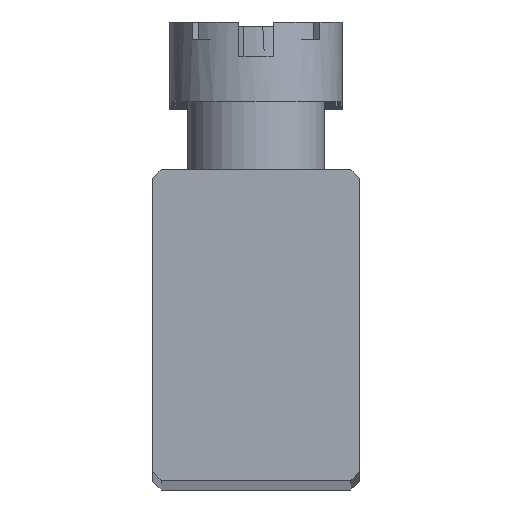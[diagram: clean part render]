
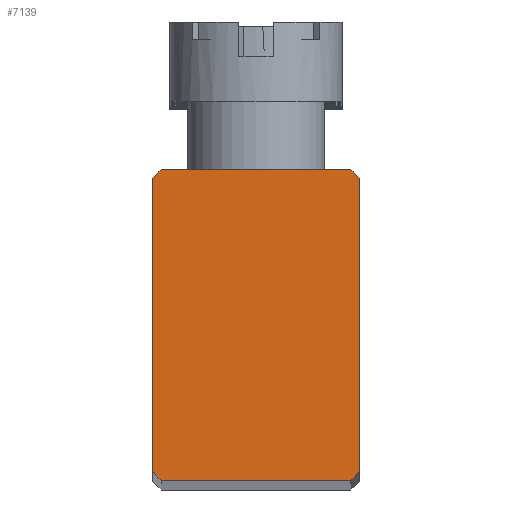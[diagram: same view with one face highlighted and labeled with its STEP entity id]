
A CAD part, top view. The second image highlights one B-rep face of the part: STEP entity #7139.
In plain terms, the highlighted planar face has unit normal (0, 0, 1).
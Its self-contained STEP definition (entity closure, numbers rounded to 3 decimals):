
#54 = ORIENTED_EDGE ( 'NONE', *, *, #6825, .T. ) ;
#169 = ORIENTED_EDGE ( 'NONE', *, *, #7765, .T. ) ;
#314 = ORIENTED_EDGE ( 'NONE', *, *, #4481, .T. ) ;
#328 = ORIENTED_EDGE ( 'NONE', *, *, #7924, .T. ) ;
#421 = VERTEX_POINT ( 'NONE', #8691 ) ;
#465 = VECTOR ( 'NONE', #7917, 1000. ) ;
#485 = LINE ( 'NONE', #10012, #465 ) ;
#494 = ORIENTED_EDGE ( 'NONE', *, *, #6941, .T. ) ;
#532 = ORIENTED_EDGE ( 'NONE', *, *, #7307, .T. ) ;
#776 = CARTESIAN_POINT ( 'NONE',  ( -3., 4.5, 81. ) ) ;
#894 = DIRECTION ( 'NONE',  ( 0., 0., 1. ) ) ;
#899 = EDGE_CURVE ( 'NONE', #6714, #3072, #2885, .T. ) ;
#918 = LINE ( 'NONE', #8679, #3456 ) ;
#1383 = EDGE_LOOP ( 'NONE', ( #10676, #4276, #54, #169, #314, #328, #494, #532 ) ) ;
#1500 = DIRECTION ( 'NONE',  ( 0., 1., 0. ) ) ;
#1798 = CARTESIAN_POINT ( 'NONE',  ( 2.75, 4.5, 81. ) ) ;
#2245 = DIRECTION ( 'NONE',  ( 0.707, 0.707, 0. ) ) ;
#2303 = VERTEX_POINT ( 'NONE', #9814 ) ;
#2647 = VERTEX_POINT ( 'NONE', #1798 ) ;
#2748 = DIRECTION ( 'NONE',  ( -1., 0., 0. ) ) ;
#2868 = VECTOR ( 'NONE', #8292, 1000. ) ;
#2885 = LINE ( 'NONE', #776, #2868 ) ;
#3072 = VERTEX_POINT ( 'NONE', #4882 ) ;
#3338 = CARTESIAN_POINT ( 'NONE',  ( -2.75, 4.5, 81. ) ) ;
#3456 = VECTOR ( 'NONE', #2245, 1000. ) ;
#3730 = CARTESIAN_POINT ( 'NONE',  ( -3., 4.5, 81. ) ) ;
#4020 = AXIS2_PLACEMENT_3D ( 'NONE', #11217, #894, #7659 ) ;
#4276 = ORIENTED_EDGE ( 'NONE', *, *, #7486, .T. ) ;
#4428 = VECTOR ( 'NONE', #6718, 1000. ) ;
#4481 = EDGE_CURVE ( 'NONE', #2303, #9177, #10622, .T. ) ;
#4722 = LINE ( 'NONE', #11165, #4428 ) ;
#4882 = CARTESIAN_POINT ( 'NONE',  ( -3., -4.25, 81. ) ) ;
#5586 = DIRECTION ( 'NONE',  ( -0.707, 0.707, 0. ) ) ;
#5784 = PLANE ( 'NONE',  #4020 ) ;
#5889 = VECTOR ( 'NONE', #2748, 1000. ) ;
#6009 = LINE ( 'NONE', #3730, #5889 ) ;
#6070 = VERTEX_POINT ( 'NONE', #3338 ) ;
#6714 = VERTEX_POINT ( 'NONE', #8711 ) ;
#6718 = DIRECTION ( 'NONE',  ( 1., 0., 0. ) ) ;
#6825 = EDGE_CURVE ( 'NONE', #421, #9070, #4722, .T. ) ;
#6941 = EDGE_CURVE ( 'NONE', #2647, #6070, #6009, .T. ) ;
#7139 = ADVANCED_FACE ( 'NONE', ( #9938 ), #5784, .T. ) ;
#7307 = EDGE_CURVE ( 'NONE', #6070, #6714, #485, .T. ) ;
#7486 = EDGE_CURVE ( 'NONE', #3072, #421, #10250, .T. ) ;
#7659 = DIRECTION ( 'NONE',  ( 1., 0., 0. ) ) ;
#7680 = CARTESIAN_POINT ( 'NONE',  ( 3., 4.25, 81. ) ) ;
#7765 = EDGE_CURVE ( 'NONE', #9070, #2303, #918, .T. ) ;
#7917 = DIRECTION ( 'NONE',  ( -0.707, -0.707, 0. ) ) ;
#7924 = EDGE_CURVE ( 'NONE', #9177, #2647, #9923, .T. ) ;
#8234 = CARTESIAN_POINT ( 'NONE',  ( -2.875, -4.375, 81. ) ) ;
#8292 = DIRECTION ( 'NONE',  ( 0., -1., 0. ) ) ;
#8679 = CARTESIAN_POINT ( 'NONE',  ( -0.125, -7.375, 81. ) ) ;
#8691 = CARTESIAN_POINT ( 'NONE',  ( -2.75, -4.5, 81. ) ) ;
#8711 = CARTESIAN_POINT ( 'NONE',  ( -3., 4.25, 81. ) ) ;
#8856 = CARTESIAN_POINT ( 'NONE',  ( 3., 4.5, 81. ) ) ;
#9070 = VERTEX_POINT ( 'NONE', #9778 ) ;
#9177 = VERTEX_POINT ( 'NONE', #7680 ) ;
#9778 = CARTESIAN_POINT ( 'NONE',  ( 2.75, -4.5, 81. ) ) ;
#9814 = CARTESIAN_POINT ( 'NONE',  ( 3., -4.25, 81. ) ) ;
#9825 = VECTOR ( 'NONE', #11087, 1000. ) ;
#9923 = LINE ( 'NONE', #10357, #10147 ) ;
#9938 = FACE_OUTER_BOUND ( 'NONE', #1383, .T. ) ;
#10012 = CARTESIAN_POINT ( 'NONE',  ( -7.375, -0.125, 81. ) ) ;
#10147 = VECTOR ( 'NONE', #5586, 1000. ) ;
#10250 = LINE ( 'NONE', #8234, #9825 ) ;
#10357 = CARTESIAN_POINT ( 'NONE',  ( 4.375, 2.875, 81. ) ) ;
#10614 = VECTOR ( 'NONE', #1500, 1000. ) ;
#10622 = LINE ( 'NONE', #8856, #10614 ) ;
#10676 = ORIENTED_EDGE ( 'NONE', *, *, #899, .T. ) ;
#11087 = DIRECTION ( 'NONE',  ( 0.707, -0.707, 0. ) ) ;
#11165 = CARTESIAN_POINT ( 'NONE',  ( -3., -4.5, 81. ) ) ;
#11217 = CARTESIAN_POINT ( 'NONE',  ( -3., -4.5, 81. ) ) ;
